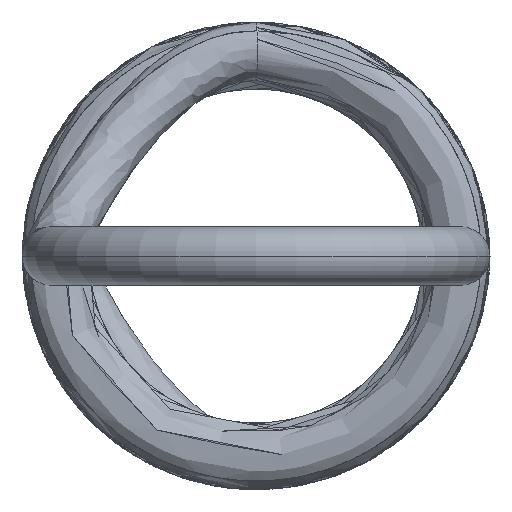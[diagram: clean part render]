
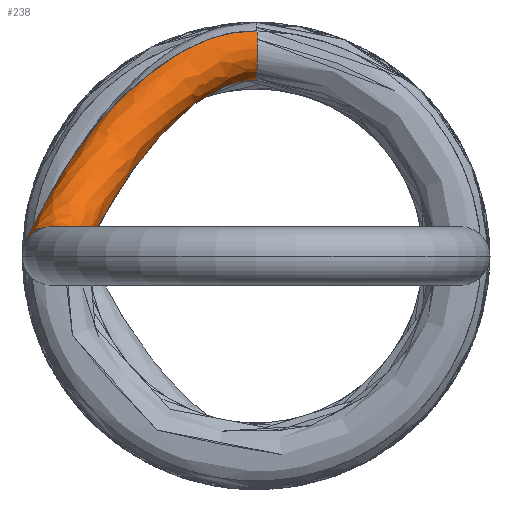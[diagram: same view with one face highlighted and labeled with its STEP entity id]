
A CAD part, left-side view. The second image highlights one B-rep face of the part: STEP entity #238.
In plain terms, the highlighted free-form (B-spline) face has degree [3, 3] with [4, 15] control points.
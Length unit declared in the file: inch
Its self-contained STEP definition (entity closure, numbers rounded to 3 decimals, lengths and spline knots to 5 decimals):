
#25=(
BOUNDED_CURVE()
B_SPLINE_CURVE(3,(#8674,#8675,#8676,#8677,#8678,#8679,#8680,#8681,#8682,
#8683,#8684,#8685,#8686,#8687,#8688),.UNSPECIFIED.,.F.,.F.)
B_SPLINE_CURVE_WITH_KNOTS((4,1,1,1,1,1,1,1,1,1,1,1,4),(0.,0.0547,
0.10985,0.16709,0.22729,0.35726,
0.49776,0.63893,0.77035,0.83135,0.88934,
0.94507,1.),.UNSPECIFIED.)
CURVE()
GEOMETRIC_REPRESENTATION_ITEM()
RATIONAL_B_SPLINE_CURVE((1.,1.,1.,1.,1.,1.,1.,1.,1.,1.,1.,1.,1.,1.,1.))
REPRESENTATION_ITEM('')
);
#26=(
BOUNDED_CURVE()
B_SPLINE_CURVE(3,(#8691,#8692,#8693,#8694,#8695,#8696,#8697,#8698,#8699,
#8700,#8701,#8702,#8703,#8704,#8705),.UNSPECIFIED.,.F.,.F.)
B_SPLINE_CURVE_WITH_KNOTS((4,1,1,1,1,1,1,1,1,1,1,1,4),(-1.,-0.94507,
-0.88934,-0.83135,-0.77035,-0.63893,
-0.49776,-0.35726,-0.22729,-0.16709,
-0.10985,-0.0547,0.),.UNSPECIFIED.)
CURVE()
GEOMETRIC_REPRESENTATION_ITEM()
RATIONAL_B_SPLINE_CURVE((1.,1.,1.,1.,1.,1.,1.,1.,1.,1.,1.,1.,1.,1.,1.))
REPRESENTATION_ITEM('')
);
#35=(
BOUNDED_SURFACE()
B_SPLINE_SURFACE(3,3,((#8610,#8611,#8612,#8613,#8614,#8615,#8616,#8617,
#8618,#8619,#8620,#8621,#8622,#8623,#8624),(#8625,#8626,#8627,#8628,#8629,
#8630,#8631,#8632,#8633,#8634,#8635,#8636,#8637,#8638,#8639),(#8640,#8641,
#8642,#8643,#8644,#8645,#8646,#8647,#8648,#8649,#8650,#8651,#8652,#8653,
#8654),(#8655,#8656,#8657,#8658,#8659,#8660,#8661,#8662,#8663,#8664,#8665,
#8666,#8667,#8668,#8669)),.UNSPECIFIED.,.F.,.F.,.F.)
B_SPLINE_SURFACE_WITH_KNOTS((4,4),(4,1,1,1,1,1,1,1,1,1,1,1,4),(0.,0.5),
(0.,0.0547,0.10985,0.16709,0.22729,
0.35726,0.49776,0.63893,0.77035,0.83135,
0.88934,0.94507,1.),.UNSPECIFIED.)
GEOMETRIC_REPRESENTATION_ITEM()
RATIONAL_B_SPLINE_SURFACE(((1.,1.,1.,1.,1.,1.,1.,1.,1.,1.,1.,1.,1.,1.,1.),
(0.333,0.333,0.333,0.333,
0.333,0.333,0.333,0.333,
0.333,0.333,0.333,0.333,
0.333,0.333,0.333),(0.333,
0.333,0.333,0.333,0.333,
0.333,0.333,0.333,0.333,
0.333,0.333,0.333,0.333,
0.333,0.333),(1.,1.,1.,1.,1.,1.,1.,1.,1.,1.,1.,
1.,1.,1.,1.)))
REPRESENTATION_ITEM('')
SURFACE()
);
#54=FACE_OUTER_BOUND('',#66,.T.);
#66=EDGE_LOOP('',(#200,#201,#202,#203));
#83=CIRCLE('',#294,0.0225);
#84=CIRCLE('',#295,0.0225);
#114=VERTEX_POINT('',#8670);
#115=VERTEX_POINT('',#8671);
#116=VERTEX_POINT('',#8673);
#117=VERTEX_POINT('',#8689);
#157=EDGE_CURVE('',#114,#115,#83,.T.);
#158=EDGE_CURVE('',#115,#116,#25,.T.);
#159=EDGE_CURVE('',#116,#117,#84,.T.);
#160=EDGE_CURVE('',#117,#114,#26,.T.);
#200=ORIENTED_EDGE('',*,*,#157,.T.);
#201=ORIENTED_EDGE('',*,*,#158,.T.);
#202=ORIENTED_EDGE('',*,*,#159,.T.);
#203=ORIENTED_EDGE('',*,*,#160,.T.);
#238=ADVANCED_FACE('',(#54),#35,.T.);
#294=AXIS2_PLACEMENT_3D('',#8672,#341,#342);
#295=AXIS2_PLACEMENT_3D('',#8690,#343,#344);
#341=DIRECTION('center_axis',(1.,0.,0.));
#342=DIRECTION('ref_axis',(0.,1.,0.));
#343=DIRECTION('center_axis',(-0.046,0.999,0.));
#344=DIRECTION('ref_axis',(0.717,0.033,-0.696));
#8610=CARTESIAN_POINT('Ctrl Pts',(-1.365,0.18,0.));
#8611=CARTESIAN_POINT('Ctrl Pts',(-1.35944,0.18,0.));
#8612=CARTESIAN_POINT('Ctrl Pts',(-1.34588,0.1794,0.00222));
#8613=CARTESIAN_POINT('Ctrl Pts',(-1.32877,0.17674,0.00877));
#8614=CARTESIAN_POINT('Ctrl Pts',(-1.31272,0.17253,0.01857));
#8615=CARTESIAN_POINT('Ctrl Pts',(-1.2932,0.1648,0.03529));
#8616=CARTESIAN_POINT('Ctrl Pts',(-1.27341,0.15147,0.06129));
#8617=CARTESIAN_POINT('Ctrl Pts',(-1.25772,0.12981,0.09409));
#8618=CARTESIAN_POINT('Ctrl Pts',(-1.24589,0.10233,0.12396));
#8619=CARTESIAN_POINT('Ctrl Pts',(-1.23662,0.07605,0.14559));
#8620=CARTESIAN_POINT('Ctrl Pts',(-1.23054,0.05359,0.15936));
#8621=CARTESIAN_POINT('Ctrl Pts',(-1.227,0.03624,0.16719));
#8622=CARTESIAN_POINT('Ctrl Pts',(-1.22446,0.01851,0.17238));
#8623=CARTESIAN_POINT('Ctrl Pts',(-1.2239,0.00483,0.17316));
#8624=CARTESIAN_POINT('Ctrl Pts',(-1.22364,-0.00075,0.17316));
#8625=CARTESIAN_POINT('Ctrl Pts',(-1.365,0.18,0.045));
#8626=CARTESIAN_POINT('Ctrl Pts',(-1.36147,0.18,0.045));
#8627=CARTESIAN_POINT('Ctrl Pts',(-1.35624,0.17806,0.04646));
#8628=CARTESIAN_POINT('Ctrl Pts',(-1.34663,0.17499,0.05022));
#8629=CARTESIAN_POINT('Ctrl Pts',(-1.33712,0.16976,0.0565));
#8630=CARTESIAN_POINT('Ctrl Pts',(-1.32416,0.15977,0.06801));
#8631=CARTESIAN_POINT('Ctrl Pts',(-1.31002,0.14066,0.08662));
#8632=CARTESIAN_POINT('Ctrl Pts',(-1.2968,0.10839,0.10636));
#8633=CARTESIAN_POINT('Ctrl Pts',(-1.28178,0.07397,0.12065));
#8634=CARTESIAN_POINT('Ctrl Pts',(-1.26949,0.04828,0.13137));
#8635=CARTESIAN_POINT('Ctrl Pts',(-1.26242,0.03001,0.1377));
#8636=CARTESIAN_POINT('Ctrl Pts',(-1.25861,0.018,0.1406));
#8637=CARTESIAN_POINT('Ctrl Pts',(-1.25623,0.00695,0.14201));
#8638=CARTESIAN_POINT('Ctrl Pts',(-1.25509,0.0014,0.14086));
#8639=CARTESIAN_POINT('Ctrl Pts',(-1.25493,-0.0022,0.14085));
#8640=CARTESIAN_POINT('Ctrl Pts',(-1.365,0.135,0.045));
#8641=CARTESIAN_POINT('Ctrl Pts',(-1.36147,0.135,0.045));
#8642=CARTESIAN_POINT('Ctrl Pts',(-1.36098,0.13321,0.04449));
#8643=CARTESIAN_POINT('Ctrl Pts',(-1.35338,0.13072,0.04553));
#8644=CARTESIAN_POINT('Ctrl Pts',(-1.34547,0.12627,0.04814));
#8645=CARTESIAN_POINT('Ctrl Pts',(-1.33219,0.11755,0.05415));
#8646=CARTESIAN_POINT('Ctrl Pts',(-1.31349,0.10066,0.0648));
#8647=CARTESIAN_POINT('Ctrl Pts',(-1.28813,0.07491,0.07583));
#8648=CARTESIAN_POINT('Ctrl Pts',(-1.2607,0.05102,0.08716));
#8649=CARTESIAN_POINT('Ctrl Pts',(-1.24255,0.03296,0.09853));
#8650=CARTESIAN_POINT('Ctrl Pts',(-1.23292,0.01967,0.10523));
#8651=CARTESIAN_POINT('Ctrl Pts',(-1.22786,0.01155,0.10836));
#8652=CARTESIAN_POINT('Ctrl Pts',(-1.22482,0.00356,0.10978));
#8653=CARTESIAN_POINT('Ctrl Pts',(-1.22282,0.0029,0.10953));
#8654=CARTESIAN_POINT('Ctrl Pts',(-1.22265,-0.0007,0.10953));
#8655=CARTESIAN_POINT('Ctrl Pts',(-1.365,0.135,0.));
#8656=CARTESIAN_POINT('Ctrl Pts',(-1.36045,0.135,0.));
#8657=CARTESIAN_POINT('Ctrl Pts',(-1.35015,0.13455,0.00025));
#8658=CARTESIAN_POINT('Ctrl Pts',(-1.33566,0.13247,0.00408));
#8659=CARTESIAN_POINT('Ctrl Pts',(-1.32103,0.12904,0.0102));
#8660=CARTESIAN_POINT('Ctrl Pts',(-1.30126,0.12258,0.02143));
#8661=CARTESIAN_POINT('Ctrl Pts',(-1.27687,0.11146,0.03947));
#8662=CARTESIAN_POINT('Ctrl Pts',(-1.24906,0.09633,0.06356));
#8663=CARTESIAN_POINT('Ctrl Pts',(-1.22481,0.0794,0.09047));
#8664=CARTESIAN_POINT('Ctrl Pts',(-1.20967,0.06071,0.11275));
#8665=CARTESIAN_POINT('Ctrl Pts',(-1.20104,0.04329,0.12689));
#8666=CARTESIAN_POINT('Ctrl Pts',(-1.19625,0.02965,0.13495));
#8667=CARTESIAN_POINT('Ctrl Pts',(-1.19307,0.01559,0.14014));
#8668=CARTESIAN_POINT('Ctrl Pts',(-1.19158,0.00534,0.14184));
#8669=CARTESIAN_POINT('Ctrl Pts',(-1.19136,0.00075,0.14184));
#8670=CARTESIAN_POINT('',(-1.365,0.18,0.));
#8671=CARTESIAN_POINT('',(-1.365,0.135,0.));
#8672=CARTESIAN_POINT('Origin',(-1.365,0.1575,0.));
#8673=CARTESIAN_POINT('',(-1.19136,0.00075,0.14184));
#8674=CARTESIAN_POINT('Ctrl Pts',(-1.365,0.135,0.));
#8675=CARTESIAN_POINT('Ctrl Pts',(-1.36045,0.135,0.));
#8676=CARTESIAN_POINT('Ctrl Pts',(-1.35015,0.13455,0.00025));
#8677=CARTESIAN_POINT('Ctrl Pts',(-1.33566,0.13247,0.00408));
#8678=CARTESIAN_POINT('Ctrl Pts',(-1.32103,0.12904,0.0102));
#8679=CARTESIAN_POINT('Ctrl Pts',(-1.30126,0.12258,0.02143));
#8680=CARTESIAN_POINT('Ctrl Pts',(-1.27687,0.11146,0.03947));
#8681=CARTESIAN_POINT('Ctrl Pts',(-1.24906,0.09633,0.06356));
#8682=CARTESIAN_POINT('Ctrl Pts',(-1.22481,0.0794,0.09047));
#8683=CARTESIAN_POINT('Ctrl Pts',(-1.20967,0.06071,0.11275));
#8684=CARTESIAN_POINT('Ctrl Pts',(-1.20104,0.04329,0.12689));
#8685=CARTESIAN_POINT('Ctrl Pts',(-1.19625,0.02965,0.13495));
#8686=CARTESIAN_POINT('Ctrl Pts',(-1.19307,0.01559,0.14014));
#8687=CARTESIAN_POINT('Ctrl Pts',(-1.19158,0.00534,0.14184));
#8688=CARTESIAN_POINT('Ctrl Pts',(-1.19136,0.00075,0.14184));
#8689=CARTESIAN_POINT('',(-1.22364,-0.00075,0.17316));
#8690=CARTESIAN_POINT('Origin',(-1.2075,0.,0.1575));
#8691=CARTESIAN_POINT('Ctrl Pts',(-1.22364,-0.00075,0.17316));
#8692=CARTESIAN_POINT('Ctrl Pts',(-1.2239,0.00483,0.17316));
#8693=CARTESIAN_POINT('Ctrl Pts',(-1.22446,0.01851,0.17238));
#8694=CARTESIAN_POINT('Ctrl Pts',(-1.227,0.03624,0.16719));
#8695=CARTESIAN_POINT('Ctrl Pts',(-1.23054,0.05359,0.15936));
#8696=CARTESIAN_POINT('Ctrl Pts',(-1.23662,0.07605,0.14559));
#8697=CARTESIAN_POINT('Ctrl Pts',(-1.24589,0.10233,0.12396));
#8698=CARTESIAN_POINT('Ctrl Pts',(-1.25772,0.12981,0.09409));
#8699=CARTESIAN_POINT('Ctrl Pts',(-1.27341,0.15147,0.06129));
#8700=CARTESIAN_POINT('Ctrl Pts',(-1.2932,0.1648,0.03529));
#8701=CARTESIAN_POINT('Ctrl Pts',(-1.31272,0.17253,0.01857));
#8702=CARTESIAN_POINT('Ctrl Pts',(-1.32877,0.17674,0.00877));
#8703=CARTESIAN_POINT('Ctrl Pts',(-1.34588,0.1794,0.00222));
#8704=CARTESIAN_POINT('Ctrl Pts',(-1.35944,0.18,0.));
#8705=CARTESIAN_POINT('Ctrl Pts',(-1.365,0.18,0.));
